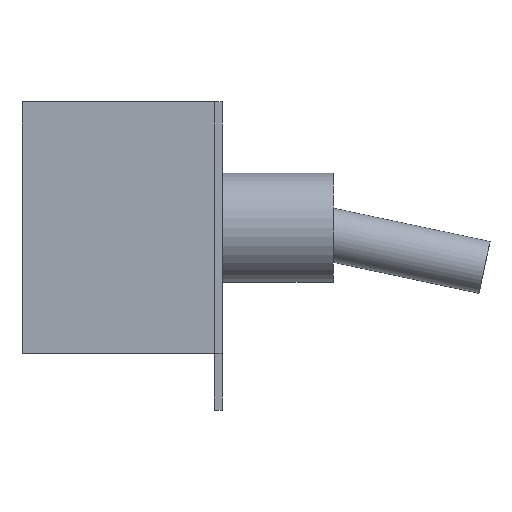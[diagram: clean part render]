
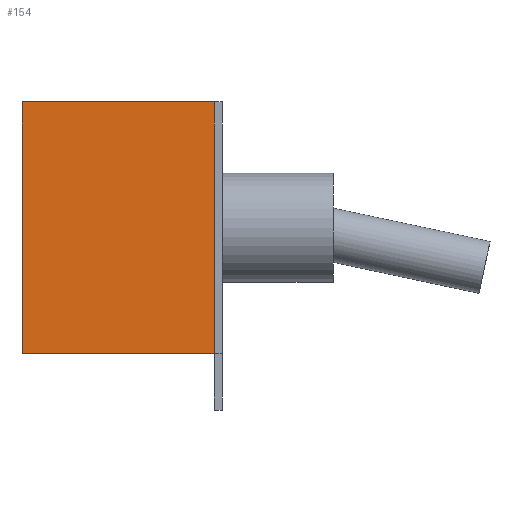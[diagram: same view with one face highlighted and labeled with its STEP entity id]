
A CAD part, left-side view. The second image highlights one B-rep face of the part: STEP entity #154.
In plain terms, the highlighted planar face has unit normal (-1, 0, 0).
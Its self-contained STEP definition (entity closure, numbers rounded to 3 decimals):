
#11=AXIS2_PLACEMENT_3D('',#12,#13,#14);
#12=CARTESIAN_POINT('',(0.,0.,0.));
#13=DIRECTION('',(0.,0.,1.));
#14=DIRECTION('',(1.,0.,0.));
#48=EDGE_CURVE('',#49,#51,#53,.T.);
#49=VERTEX_POINT('',#50);
#50=CARTESIAN_POINT('',(-3.3,-4.9,0.));
#51=VERTEX_POINT('',#52);
#52=CARTESIAN_POINT('',(-3.3,-4.9,12.7));
#53=SURFACE_CURVE('',#54,(#56,#66),.PCURVE_S1.);
#54=LINE('',#50,#55);
#55=VECTOR('',#13,1.);
#56=PCURVE('',#57,#60);
#57=PLANE('',#58);
#58=AXIS2_PLACEMENT_3D('',#50,#59,#14);
#59=DIRECTION('',(0.,1.,0.));
#60=DEFINITIONAL_REPRESENTATION('',(#61),#65);
#61=LINE('',#62,#63);
#62=CARTESIAN_POINT('',(0.,0.));
#63=VECTOR('',#64,1.);
#64=DIRECTION('',(0.,-1.));
#65=( GEOMETRIC_REPRESENTATION_CONTEXT(2)PARAMETRIC_REPRESENTATION_CONTEXT() REPRESENTATION_CONTEXT('2D SPACE','') );
#66=PCURVE('',#67,#71);
#67=PLANE('',#68);
#68=AXIS2_PLACEMENT_3D('',#69,#14,#70);
#69=CARTESIAN_POINT('',(-3.3,4.9,0.));
#70=DIRECTION('',(0.,-1.,0.));
#71=DEFINITIONAL_REPRESENTATION('',(#72),#74);
#72=LINE('',#73,#63);
#73=CARTESIAN_POINT('',(9.8,0.));
#74=( GEOMETRIC_REPRESENTATION_CONTEXT(2)PARAMETRIC_REPRESENTATION_CONTEXT() REPRESENTATION_CONTEXT('2D SPACE','') );
#84=LINE('',#85,#86);
#85=CARTESIAN_POINT('',(0.,-12.7));
#86=VECTOR('',#87,1.);
#87=DIRECTION('',(1.,0.));
#90=PLANE('',#91);
#91=AXIS2_PLACEMENT_3D('',#92,#13,#14);
#92=CARTESIAN_POINT('',(0.,0.,12.7));
#105=LINE('',#106,#63);
#106=CARTESIAN_POINT('',(6.6,0.));
#111=DIRECTION('',(-1.,0.,0.));
#120=LINE('',#62,#86);
#123=PLANE('',#11);
#154=ADVANCED_FACE('',(#155),#67,.F.);
#155=FACE_BOUND('',#156,.F.);
#156=EDGE_LOOP('',(#157,#173,#186,#187));
#157=ORIENTED_EDGE('',*,*,#158,.T.);
#158=EDGE_CURVE('',#159,#160,#162,.T.);
#159=VERTEX_POINT('',#69);
#160=VERTEX_POINT('',#161);
#161=CARTESIAN_POINT('',(-3.3,4.9,12.7));
#162=SURFACE_CURVE('',#163,(#164,#167),.PCURVE_S1.);
#163=LINE('',#69,#55);
#164=PCURVE('',#67,#165);
#165=DEFINITIONAL_REPRESENTATION('',(#61),#166);
#166=( GEOMETRIC_REPRESENTATION_CONTEXT(2)PARAMETRIC_REPRESENTATION_CONTEXT() REPRESENTATION_CONTEXT('2D SPACE','') );
#167=PCURVE('',#168,#171);
#168=PLANE('',#169);
#169=AXIS2_PLACEMENT_3D('',#170,#70,#111);
#170=CARTESIAN_POINT('',(3.3,4.9,0.));
#171=DEFINITIONAL_REPRESENTATION('',(#105),#172);
#172=( GEOMETRIC_REPRESENTATION_CONTEXT(2)PARAMETRIC_REPRESENTATION_CONTEXT() REPRESENTATION_CONTEXT('2D SPACE','') );
#173=ORIENTED_EDGE('',*,*,#174,.T.);
#174=EDGE_CURVE('',#160,#51,#175,.T.);
#175=SURFACE_CURVE('',#176,(#178,#181),.PCURVE_S1.);
#176=LINE('',#161,#177);
#177=VECTOR('',#70,1.);
#178=PCURVE('',#67,#179);
#179=DEFINITIONAL_REPRESENTATION('',(#84),#180);
#180=( GEOMETRIC_REPRESENTATION_CONTEXT(2)PARAMETRIC_REPRESENTATION_CONTEXT() REPRESENTATION_CONTEXT('2D SPACE','') );
#181=PCURVE('',#90,#182);
#182=DEFINITIONAL_REPRESENTATION('',(#183),#185);
#183=LINE('',#184,#63);
#184=CARTESIAN_POINT('',(-3.3,4.9));
#185=( GEOMETRIC_REPRESENTATION_CONTEXT(2)PARAMETRIC_REPRESENTATION_CONTEXT() REPRESENTATION_CONTEXT('2D SPACE','') );
#186=ORIENTED_EDGE('',*,*,#48,.F.);
#187=ORIENTED_EDGE('',*,*,#188,.F.);
#188=EDGE_CURVE('',#159,#49,#189,.T.);
#189=SURFACE_CURVE('',#190,(#191,#194),.PCURVE_S1.);
#190=LINE('',#69,#177);
#191=PCURVE('',#67,#192);
#192=DEFINITIONAL_REPRESENTATION('',(#120),#193);
#193=( GEOMETRIC_REPRESENTATION_CONTEXT(2)PARAMETRIC_REPRESENTATION_CONTEXT() REPRESENTATION_CONTEXT('2D SPACE','') );
#194=PCURVE('',#123,#195);
#195=DEFINITIONAL_REPRESENTATION('',(#183),#196);
#196=( GEOMETRIC_REPRESENTATION_CONTEXT(2)PARAMETRIC_REPRESENTATION_CONTEXT() REPRESENTATION_CONTEXT('2D SPACE','') );
